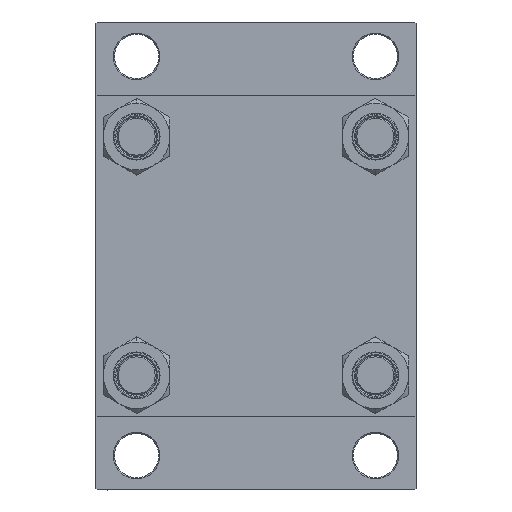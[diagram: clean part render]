
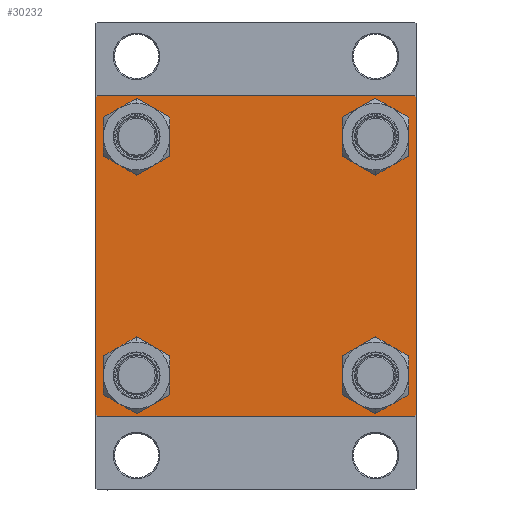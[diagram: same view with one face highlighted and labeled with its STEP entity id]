
A CAD part, left-side view. The second image highlights one B-rep face of the part: STEP entity #30232.
In plain terms, the highlighted planar face has unit normal (-1, 0, 0).
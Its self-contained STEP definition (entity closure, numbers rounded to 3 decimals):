
#552 = DIRECTION ( 'NONE',  ( 0., -1., 0. ) ) ;
#1223 = FACE_BOUND ( 'NONE', #47677, .T. ) ;
#1872 = VECTOR ( 'NONE', #19052, 1000. ) ;
#1983 = DIRECTION ( 'NONE',  ( 0., -1., 0. ) ) ;
#2128 = LINE ( 'NONE', #2595, #12848 ) ;
#2129 = FACE_BOUND ( 'NONE', #10448, .T. ) ;
#2145 = AXIS2_PLACEMENT_3D ( 'NONE', #44421, #6713, #35869 ) ;
#2370 = PLANE ( 'NONE',  #9245 ) ;
#2595 = CARTESIAN_POINT ( 'NONE',  ( 0., 65., 65. ) ) ;
#3479 = ORIENTED_EDGE ( 'NONE', *, *, #25403, .T. ) ;
#3523 = VERTEX_POINT ( 'NONE', #20324 ) ;
#3591 = EDGE_LOOP ( 'NONE', ( #34276, #7580 ) ) ;
#3622 = EDGE_CURVE ( 'NONE', #47912, #24988, #28695, .T. ) ;
#3884 = LINE ( 'NONE', #18812, #8926 ) ;
#4252 = VECTOR ( 'NONE', #552, 1000. ) ;
#4564 = VERTEX_POINT ( 'NONE', #45510 ) ;
#4933 = CARTESIAN_POINT ( 'NONE',  ( 0., -65., 64.5 ) ) ;
#5028 = VERTEX_POINT ( 'NONE', #7453 ) ;
#6454 = CARTESIAN_POINT ( 'NONE',  ( 0., 64.5, 65. ) ) ;
#6479 = EDGE_CURVE ( 'NONE', #39382, #15539, #25424, .T. ) ;
#6713 = DIRECTION ( 'NONE',  ( 1., 0., 0. ) ) ;
#7395 = LINE ( 'NONE', #44608, #38357 ) ;
#7453 = CARTESIAN_POINT ( 'NONE',  ( 0., 48.45, -56.95 ) ) ;
#7580 = ORIENTED_EDGE ( 'NONE', *, *, #8384, .T. ) ;
#7905 = DIRECTION ( 'NONE',  ( 0., 0., 1. ) ) ;
#8350 = ORIENTED_EDGE ( 'NONE', *, *, #35381, .T. ) ;
#8384 = EDGE_CURVE ( 'NONE', #20627, #21060, #29375, .T. ) ;
#8774 = ORIENTED_EDGE ( 'NONE', *, *, #40505, .T. ) ;
#8926 = VECTOR ( 'NONE', #33752, 1000. ) ;
#9037 = CIRCLE ( 'NONE', #22356, 8.5 ) ;
#9245 = AXIS2_PLACEMENT_3D ( 'NONE', #43474, #32237, #30628 ) ;
#9554 = VERTEX_POINT ( 'NONE', #43884 ) ;
#10448 = EDGE_LOOP ( 'NONE', ( #18918, #43760 ) ) ;
#11585 = CARTESIAN_POINT ( 'NONE',  ( 0., -48.45, 48.45 ) ) ;
#12621 = VERTEX_POINT ( 'NONE', #37041 ) ;
#12848 = VECTOR ( 'NONE', #20725, 1000. ) ;
#13452 = DIRECTION ( 'NONE',  ( 1., 0., 0. ) ) ;
#13685 = AXIS2_PLACEMENT_3D ( 'NONE', #28783, #47127, #36121 ) ;
#13749 = EDGE_CURVE ( 'NONE', #31914, #5028, #37946, .T. ) ;
#14247 = DIRECTION ( 'NONE',  ( 0., 0., 1. ) ) ;
#14908 = LINE ( 'NONE', #18576, #1872 ) ;
#15539 = VERTEX_POINT ( 'NONE', #20618 ) ;
#16143 = CARTESIAN_POINT ( 'NONE',  ( 0., 48.45, 48.45 ) ) ;
#16162 = VECTOR ( 'NONE', #1983, 1000. ) ;
#16836 = AXIS2_PLACEMENT_3D ( 'NONE', #29118, #13452, #36212 ) ;
#17865 = DIRECTION ( 'NONE',  ( 0., 0., 1. ) ) ;
#17880 = EDGE_CURVE ( 'NONE', #5028, #31914, #39663, .T. ) ;
#18576 = CARTESIAN_POINT ( 'NONE',  ( 0., -65., 65. ) ) ;
#18627 = CARTESIAN_POINT ( 'NONE',  ( 0., 48.45, 56.95 ) ) ;
#18812 = CARTESIAN_POINT ( 'NONE',  ( 0., -64.75, 64.75 ) ) ;
#18918 = ORIENTED_EDGE ( 'NONE', *, *, #47158, .T. ) ;
#19052 = DIRECTION ( 'NONE',  ( 0., 0., -1. ) ) ;
#19119 = ORIENTED_EDGE ( 'NONE', *, *, #17880, .T. ) ;
#19628 = LINE ( 'NONE', #34568, #4252 ) ;
#19951 = DIRECTION ( 'NONE',  ( 0., -0.707, -0.707 ) ) ;
#20018 = AXIS2_PLACEMENT_3D ( 'NONE', #16143, #31088, #42324 ) ;
#20243 = LINE ( 'NONE', #23424, #26970 ) ;
#20324 = CARTESIAN_POINT ( 'NONE',  ( 0., 65., 64.5 ) ) ;
#20402 = EDGE_CURVE ( 'NONE', #21060, #20627, #24017, .T. ) ;
#20618 = CARTESIAN_POINT ( 'NONE',  ( 0., -64.5, -65. ) ) ;
#20627 = VERTEX_POINT ( 'NONE', #24405 ) ;
#20725 = DIRECTION ( 'NONE',  ( 0., 0., -1. ) ) ;
#20835 = DIRECTION ( 'NONE',  ( 1., 0., 0. ) ) ;
#20964 = ORIENTED_EDGE ( 'NONE', *, *, #35101, .F. ) ;
#20977 = FACE_BOUND ( 'NONE', #30973, .T. ) ;
#21060 = VERTEX_POINT ( 'NONE', #31941 ) ;
#21175 = VERTEX_POINT ( 'NONE', #6454 ) ;
#22089 = DIRECTION ( 'NONE',  ( 0., 0.707, -0.707 ) ) ;
#22243 = DIRECTION ( 'NONE',  ( 1., 0., 0. ) ) ;
#22272 = CARTESIAN_POINT ( 'NONE',  ( 0., 48.45, -39.95 ) ) ;
#22356 = AXIS2_PLACEMENT_3D ( 'NONE', #11585, #26522, #7905 ) ;
#22532 = ORIENTED_EDGE ( 'NONE', *, *, #33204, .F. ) ;
#22850 = CARTESIAN_POINT ( 'NONE',  ( 0., 64.5, -65. ) ) ;
#23424 = CARTESIAN_POINT ( 'NONE',  ( 0., -64.75, -64.75 ) ) ;
#24017 = CIRCLE ( 'NONE', #43565, 8.5 ) ;
#24365 = VERTEX_POINT ( 'NONE', #4933 ) ;
#24405 = CARTESIAN_POINT ( 'NONE',  ( 0., -48.45, -56.95 ) ) ;
#24988 = VERTEX_POINT ( 'NONE', #43099 ) ;
#25282 = ORIENTED_EDGE ( 'NONE', *, *, #6479, .T. ) ;
#25403 = EDGE_CURVE ( 'NONE', #24988, #47912, #41122, .T. ) ;
#25424 = LINE ( 'NONE', #44271, #16162 ) ;
#26522 = DIRECTION ( 'NONE',  ( 1., 0., 0. ) ) ;
#26970 = VECTOR ( 'NONE', #27350, 1000. ) ;
#27005 = VECTOR ( 'NONE', #19951, 1000. ) ;
#27350 = DIRECTION ( 'NONE',  ( 0., -0.707, 0.707 ) ) ;
#27435 = ORIENTED_EDGE ( 'NONE', *, *, #37265, .T. ) ;
#27651 = VERTEX_POINT ( 'NONE', #35056 ) ;
#28344 = CARTESIAN_POINT ( 'NONE',  ( 0., 65., -64.5 ) ) ;
#28673 = CARTESIAN_POINT ( 'NONE',  ( 0., -48.45, -48.45 ) ) ;
#28695 = CIRCLE ( 'NONE', #45890, 8.5 ) ;
#28783 = CARTESIAN_POINT ( 'NONE',  ( 0., -48.45, 48.45 ) ) ;
#29118 = CARTESIAN_POINT ( 'NONE',  ( 0., 48.45, -48.45 ) ) ;
#29160 = DIRECTION ( 'NONE',  ( 0., 0., 1. ) ) ;
#29375 = CIRCLE ( 'NONE', #32507, 8.5 ) ;
#30232 = ADVANCED_FACE ( 'NONE', ( #2129, #38664, #20977, #1223, #35917 ), #2370, .T. ) ;
#30628 = DIRECTION ( 'NONE',  ( 0., 0., 1. ) ) ;
#30973 = EDGE_LOOP ( 'NONE', ( #45273, #19119 ) ) ;
#31088 = DIRECTION ( 'NONE',  ( 1., 0., 0. ) ) ;
#31236 = CARTESIAN_POINT ( 'NONE',  ( 0., 64.75, -64.75 ) ) ;
#31692 = CIRCLE ( 'NONE', #13685, 8.5 ) ;
#31914 = VERTEX_POINT ( 'NONE', #22272 ) ;
#31941 = CARTESIAN_POINT ( 'NONE',  ( 0., -48.45, -39.95 ) ) ;
#32237 = DIRECTION ( 'NONE',  ( -1., 0., 0. ) ) ;
#32359 = CARTESIAN_POINT ( 'NONE',  ( 0., -48.45, -48.45 ) ) ;
#32507 = AXIS2_PLACEMENT_3D ( 'NONE', #32359, #40172, #14247 ) ;
#33204 = EDGE_CURVE ( 'NONE', #24365, #9554, #14908, .T. ) ;
#33216 = EDGE_CURVE ( 'NONE', #24365, #4564, #3884, .T. ) ;
#33415 = EDGE_CURVE ( 'NONE', #3523, #44824, #2128, .T. ) ;
#33752 = DIRECTION ( 'NONE',  ( 0., 0.707, 0.707 ) ) ;
#34276 = ORIENTED_EDGE ( 'NONE', *, *, #20402, .T. ) ;
#34293 = EDGE_LOOP ( 'NONE', ( #47816, #27435, #25282, #8350, #22532, #35045, #20964, #8774 ) ) ;
#34568 = CARTESIAN_POINT ( 'NONE',  ( 0., 65., 65. ) ) ;
#35045 = ORIENTED_EDGE ( 'NONE', *, *, #33216, .T. ) ;
#35056 = CARTESIAN_POINT ( 'NONE',  ( 0., -48.45, 56.95 ) ) ;
#35101 = EDGE_CURVE ( 'NONE', #21175, #4564, #19628, .T. ) ;
#35381 = EDGE_CURVE ( 'NONE', #15539, #9554, #20243, .T. ) ;
#35869 = DIRECTION ( 'NONE',  ( 0., 0., 1. ) ) ;
#35917 = FACE_OUTER_BOUND ( 'NONE', #34293, .T. ) ;
#36121 = DIRECTION ( 'NONE',  ( 0., 0., 1. ) ) ;
#36212 = DIRECTION ( 'NONE',  ( 0., 0., 1. ) ) ;
#37041 = CARTESIAN_POINT ( 'NONE',  ( 0., -48.45, 39.95 ) ) ;
#37265 = EDGE_CURVE ( 'NONE', #44824, #39382, #42961, .T. ) ;
#37946 = CIRCLE ( 'NONE', #16836, 8.5 ) ;
#38357 = VECTOR ( 'NONE', #22089, 1000. ) ;
#38664 = FACE_BOUND ( 'NONE', #3591, .T. ) ;
#39382 = VERTEX_POINT ( 'NONE', #22850 ) ;
#39663 = CIRCLE ( 'NONE', #2145, 8.5 ) ;
#40172 = DIRECTION ( 'NONE',  ( 1., 0., 0. ) ) ;
#40365 = CARTESIAN_POINT ( 'NONE',  ( 0., 48.45, 48.45 ) ) ;
#40505 = EDGE_CURVE ( 'NONE', #21175, #3523, #7395, .T. ) ;
#41122 = CIRCLE ( 'NONE', #20018, 8.5 ) ;
#42324 = DIRECTION ( 'NONE',  ( 0., 0., 1. ) ) ;
#42815 = ORIENTED_EDGE ( 'NONE', *, *, #3622, .T. ) ;
#42961 = LINE ( 'NONE', #31236, #27005 ) ;
#43099 = CARTESIAN_POINT ( 'NONE',  ( 0., 48.45, 39.95 ) ) ;
#43474 = CARTESIAN_POINT ( 'NONE',  ( 0., 0., 0. ) ) ;
#43565 = AXIS2_PLACEMENT_3D ( 'NONE', #28673, #20835, #29160 ) ;
#43760 = ORIENTED_EDGE ( 'NONE', *, *, #45827, .T. ) ;
#43884 = CARTESIAN_POINT ( 'NONE',  ( 0., -65., -64.5 ) ) ;
#44271 = CARTESIAN_POINT ( 'NONE',  ( 0., 65., -65. ) ) ;
#44421 = CARTESIAN_POINT ( 'NONE',  ( 0., 48.45, -48.45 ) ) ;
#44608 = CARTESIAN_POINT ( 'NONE',  ( 0., 64.75, 64.75 ) ) ;
#44824 = VERTEX_POINT ( 'NONE', #28344 ) ;
#45273 = ORIENTED_EDGE ( 'NONE', *, *, #13749, .T. ) ;
#45510 = CARTESIAN_POINT ( 'NONE',  ( 0., -64.5, 65. ) ) ;
#45827 = EDGE_CURVE ( 'NONE', #12621, #27651, #31692, .T. ) ;
#45890 = AXIS2_PLACEMENT_3D ( 'NONE', #40365, #22243, #17865 ) ;
#47127 = DIRECTION ( 'NONE',  ( 1., 0., 0. ) ) ;
#47158 = EDGE_CURVE ( 'NONE', #27651, #12621, #9037, .T. ) ;
#47677 = EDGE_LOOP ( 'NONE', ( #42815, #3479 ) ) ;
#47816 = ORIENTED_EDGE ( 'NONE', *, *, #33415, .T. ) ;
#47912 = VERTEX_POINT ( 'NONE', #18627 ) ;
